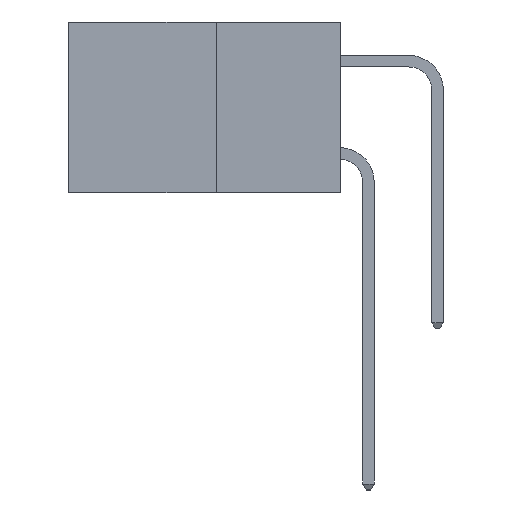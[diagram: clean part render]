
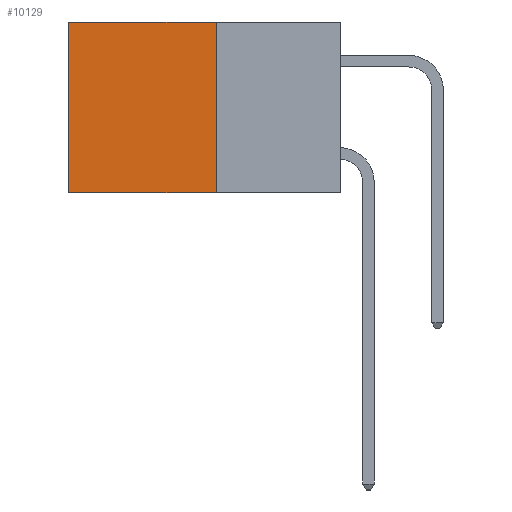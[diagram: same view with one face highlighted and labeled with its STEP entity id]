
A CAD part, left-side view. The second image highlights one B-rep face of the part: STEP entity #10129.
In plain terms, the highlighted planar face has unit normal (-1, 0, 0).
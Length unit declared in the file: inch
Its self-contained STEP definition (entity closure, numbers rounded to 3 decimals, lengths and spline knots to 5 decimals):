
#76 = LINE ( 'NONE', #8486, #8057 ) ;
#140 = LINE ( 'NONE', #8025, #4677 ) ;
#766 = VERTEX_POINT ( 'NONE', #5172 ) ;
#837 = DIRECTION ( 'NONE',  ( 1., 0., 0. ) ) ;
#981 = VERTEX_POINT ( 'NONE', #8783 ) ;
#1028 = EDGE_CURVE ( 'NONE', #766, #1147, #2417, .T. ) ;
#1147 = VERTEX_POINT ( 'NONE', #5219 ) ;
#1472 = CARTESIAN_POINT ( 'NONE',  ( 0.277, 0.59, -0.37 ) ) ;
#1697 = EDGE_CURVE ( 'NONE', #766, #981, #76, .T. ) ;
#1933 = AXIS2_PLACEMENT_3D ( 'NONE', #4448, #837, #7122 ) ;
#2417 = LINE ( 'NONE', #2734, #4781 ) ;
#2712 = DIRECTION ( 'NONE',  ( 0., 0., -1. ) ) ;
#2734 = CARTESIAN_POINT ( 'NONE',  ( 0.277, 0.27, -0.37 ) ) ;
#4448 = CARTESIAN_POINT ( 'NONE',  ( 0.277, 0.27, -0.37 ) ) ;
#4677 = VECTOR ( 'NONE', #2712, 39.37008 ) ;
#4781 = VECTOR ( 'NONE', #9054, 39.37008 ) ;
#4905 = VERTEX_POINT ( 'NONE', #1472 ) ;
#5172 = CARTESIAN_POINT ( 'NONE',  ( 0.277, 0.27, 0. ) ) ;
#5219 = CARTESIAN_POINT ( 'NONE',  ( 0.277, 0.27, -0.37 ) ) ;
#5363 = EDGE_CURVE ( 'NONE', #1147, #4905, #9682, .T. ) ;
#6223 = PLANE ( 'NONE',  #1933 ) ;
#7000 = ORIENTED_EDGE ( 'NONE', *, *, #8438, .T. ) ;
#7049 = ORIENTED_EDGE ( 'NONE', *, *, #5363, .F. ) ;
#7122 = DIRECTION ( 'NONE',  ( 0., 0., -1. ) ) ;
#7379 = VECTOR ( 'NONE', #8364, 39.37008 ) ;
#7529 = FACE_OUTER_BOUND ( 'NONE', #7894, .T. ) ;
#7622 = ORIENTED_EDGE ( 'NONE', *, *, #1028, .F. ) ;
#7808 = ORIENTED_EDGE ( 'NONE', *, *, #1697, .T. ) ;
#7894 = EDGE_LOOP ( 'NONE', ( #7000, #7049, #7622, #7808 ) ) ;
#8025 = CARTESIAN_POINT ( 'NONE',  ( 0.277, 0.59, -0.37 ) ) ;
#8057 = VECTOR ( 'NONE', #8520, 39.37008 ) ;
#8319 = CARTESIAN_POINT ( 'NONE',  ( 0.277, 0.27, -0.37 ) ) ;
#8364 = DIRECTION ( 'NONE',  ( 0., 1., 0. ) ) ;
#8438 = EDGE_CURVE ( 'NONE', #981, #4905, #140, .T. ) ;
#8486 = CARTESIAN_POINT ( 'NONE',  ( 0.277, 0.27, 0. ) ) ;
#8520 = DIRECTION ( 'NONE',  ( 0., 1., 0. ) ) ;
#8783 = CARTESIAN_POINT ( 'NONE',  ( 0.277, 0.59, 0. ) ) ;
#9054 = DIRECTION ( 'NONE',  ( 0., 0., -1. ) ) ;
#9682 = LINE ( 'NONE', #8319, #7379 ) ;
#10129 = ADVANCED_FACE ( 'NONE', ( #7529 ), #6223, .F. ) ;
